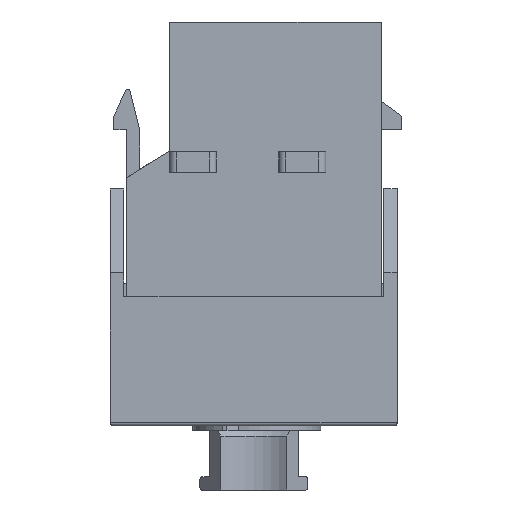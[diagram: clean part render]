
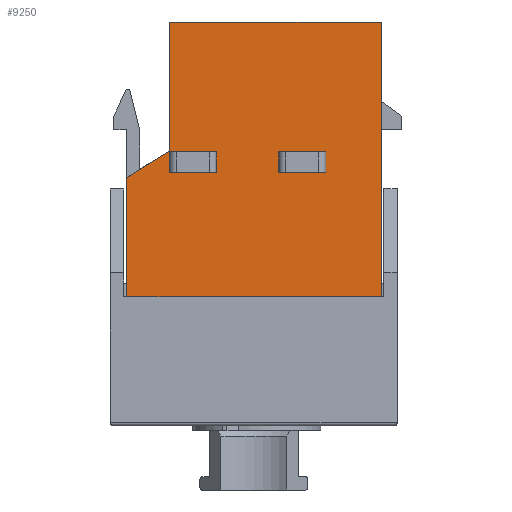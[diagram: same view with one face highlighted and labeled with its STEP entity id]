
A CAD part, left-side view. The second image highlights one B-rep face of the part: STEP entity #9250.
In plain terms, the highlighted face is planar.
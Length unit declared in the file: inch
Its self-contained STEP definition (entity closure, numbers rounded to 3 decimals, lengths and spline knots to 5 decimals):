
#121 = VERTEX_POINT ( 'NONE', #993 ) ;
#256 = CARTESIAN_POINT ( 'NONE',  ( 0.285, -0.01, 0.385 ) ) ;
#349 = VECTOR ( 'NONE', #5201, 39.37008 ) ;
#807 = VERTEX_POINT ( 'NONE', #11036 ) ;
#911 = ORIENTED_EDGE ( 'NONE', *, *, #5291, .T. ) ;
#953 = LINE ( 'NONE', #15047, #1392 ) ;
#993 = CARTESIAN_POINT ( 'NONE',  ( 0.285, 0.314, 0. ) ) ;
#1162 = ORIENTED_EDGE ( 'NONE', *, *, #2692, .T. ) ;
#1164 = DIRECTION ( 'NONE',  ( 0., -1., 0. ) ) ;
#1228 = LINE ( 'NONE', #12111, #349 ) ;
#1392 = VECTOR ( 'NONE', #16452, 39.37008 ) ;
#1650 = DIRECTION ( 'NONE',  ( 0., 1., 0. ) ) ;
#1987 = CARTESIAN_POINT ( 'NONE',  ( 0.285, -0.01, 0.385 ) ) ;
#2669 = VECTOR ( 'NONE', #5103, 39.37008 ) ;
#2687 = DIRECTION ( 'NONE',  ( 0., 0., -1. ) ) ;
#2692 = EDGE_CURVE ( 'NONE', #10528, #6376, #15603, .T. ) ;
#2813 = LINE ( 'NONE', #9643, #13428 ) ;
#2979 = EDGE_LOOP ( 'NONE', ( #6265, #4927, #6027, #1162, #3005, #911 ) ) ;
#3005 = ORIENTED_EDGE ( 'NONE', *, *, #3496, .F. ) ;
#3354 = DIRECTION ( 'NONE',  ( 0., 0., 1. ) ) ;
#3388 = CARTESIAN_POINT ( 'NONE',  ( 0.285, 0.442, 0.868 ) ) ;
#3456 = VECTOR ( 'NONE', #8005, 39.37008 ) ;
#3496 = EDGE_CURVE ( 'NONE', #3717, #6376, #12923, .T. ) ;
#3568 = CARTESIAN_POINT ( 'NONE',  ( 0.285, 0.314, 0. ) ) ;
#3590 = VERTEX_POINT ( 'NONE', #14614 ) ;
#3717 = VERTEX_POINT ( 'NONE', #10677 ) ;
#4009 = ORIENTED_EDGE ( 'NONE', *, *, #6509, .F. ) ;
#4084 = EDGE_LOOP ( 'NONE', ( #5723, #17442, #9863, #7519 ) ) ;
#4156 = LINE ( 'NONE', #256, #11093 ) ;
#4321 = CARTESIAN_POINT ( 'NONE',  ( 0.285, -0.01, 0.445 ) ) ;
#4927 = ORIENTED_EDGE ( 'NONE', *, *, #11883, .F. ) ;
#5053 = CARTESIAN_POINT ( 'NONE',  ( 0.285, 0.442, 0.722 ) ) ;
#5103 = DIRECTION ( 'NONE',  ( 0., 1., 0. ) ) ;
#5151 = EDGE_CURVE ( 'NONE', #12822, #121, #10067, .T. ) ;
#5201 = DIRECTION ( 'NONE',  ( 0., 0., 1. ) ) ;
#5291 = EDGE_CURVE ( 'NONE', #3717, #12822, #953, .T. ) ;
#5723 = ORIENTED_EDGE ( 'NONE', *, *, #6084, .F. ) ;
#6027 = ORIENTED_EDGE ( 'NONE', *, *, #12716, .T. ) ;
#6084 = EDGE_CURVE ( 'NONE', #6498, #14854, #4156, .T. ) ;
#6265 = ORIENTED_EDGE ( 'NONE', *, *, #5151, .T. ) ;
#6376 = VERTEX_POINT ( 'NONE', #13483 ) ;
#6387 = DIRECTION ( 'NONE',  ( 0., -1., 0. ) ) ;
#6445 = CARTESIAN_POINT ( 'NONE',  ( 0.285, 0.314, 0.385 ) ) ;
#6460 = VECTOR ( 'NONE', #15424, 39.37008 ) ;
#6498 = VERTEX_POINT ( 'NONE', #16546 ) ;
#6509 = EDGE_CURVE ( 'NONE', #16012, #14981, #9987, .T. ) ;
#6560 = CARTESIAN_POINT ( 'NONE',  ( 0.285, -0.01, 0.385 ) ) ;
#6575 = PLANE ( 'NONE',  #13026 ) ;
#6852 = CARTESIAN_POINT ( 'NONE',  ( 0.285, 0.175, 0.385 ) ) ;
#7111 = ORIENTED_EDGE ( 'NONE', *, *, #10137, .F. ) ;
#7465 = VERTEX_POINT ( 'NONE', #15598 ) ;
#7519 = ORIENTED_EDGE ( 'NONE', *, *, #14133, .F. ) ;
#7778 = CARTESIAN_POINT ( 'NONE',  ( 0.285, -0.01, 0.445 ) ) ;
#8005 = DIRECTION ( 'NONE',  ( 0., 1., 0. ) ) ;
#9250 = ADVANCED_FACE ( 'NONE', ( #13710, #16968, #9626 ), #6575, .F. ) ;
#9282 = ORIENTED_EDGE ( 'NONE', *, *, #11780, .F. ) ;
#9329 = DIRECTION ( 'NONE',  ( 0., 0.848, 0.53 ) ) ;
#9466 = DIRECTION ( 'NONE',  ( -1., 0., 0. ) ) ;
#9626 = FACE_BOUND ( 'NONE', #4084, .T. ) ;
#9643 = CARTESIAN_POINT ( 'NONE',  ( 0.285, 0.314, 0.382 ) ) ;
#9737 = EDGE_CURVE ( 'NONE', #3590, #6498, #10550, .T. ) ;
#9863 = ORIENTED_EDGE ( 'NONE', *, *, #12403, .F. ) ;
#9963 = LINE ( 'NONE', #1987, #13186 ) ;
#9987 = LINE ( 'NONE', #14708, #13650 ) ;
#10067 = LINE ( 'NONE', #3568, #2669 ) ;
#10137 = EDGE_CURVE ( 'NONE', #807, #16012, #1228, .T. ) ;
#10351 = LINE ( 'NONE', #16217, #17289 ) ;
#10510 = VERTEX_POINT ( 'NONE', #14198 ) ;
#10528 = VERTEX_POINT ( 'NONE', #13101 ) ;
#10550 = LINE ( 'NONE', #15003, #17975 ) ;
#10677 = CARTESIAN_POINT ( 'NONE',  ( 0.285, -0.314, 0.868 ) ) ;
#10936 = CARTESIAN_POINT ( 'NONE',  ( 0.285, -0.314, 0. ) ) ;
#11036 = CARTESIAN_POINT ( 'NONE',  ( 0.285, 0.314, 0.385 ) ) ;
#11051 = VECTOR ( 'NONE', #16562, 39.37008 ) ;
#11093 = VECTOR ( 'NONE', #1650, 39.37008 ) ;
#11473 = VECTOR ( 'NONE', #16153, 39.37008 ) ;
#11780 = EDGE_CURVE ( 'NONE', #7465, #807, #14524, .T. ) ;
#11883 = EDGE_CURVE ( 'NONE', #10510, #121, #2813, .T. ) ;
#12111 = CARTESIAN_POINT ( 'NONE',  ( 0.285, 0.314, 0.385 ) ) ;
#12403 = EDGE_CURVE ( 'NONE', #15397, #3590, #12965, .T. ) ;
#12460 = DIRECTION ( 'NONE',  ( 0., 0., -1. ) ) ;
#12716 = EDGE_CURVE ( 'NONE', #10510, #10528, #10351, .T. ) ;
#12822 = VERTEX_POINT ( 'NONE', #10936 ) ;
#12923 = LINE ( 'NONE', #3388, #16194 ) ;
#12965 = LINE ( 'NONE', #4321, #6460 ) ;
#13026 = AXIS2_PLACEMENT_3D ( 'NONE', #17759, #9466, #1164 ) ;
#13101 = CARTESIAN_POINT ( 'NONE',  ( 0.285, 0.442, 0.462 ) ) ;
#13186 = VECTOR ( 'NONE', #3354, 39.37008 ) ;
#13330 = ORIENTED_EDGE ( 'NONE', *, *, #13504, .F. ) ;
#13428 = VECTOR ( 'NONE', #2687, 39.37008 ) ;
#13483 = CARTESIAN_POINT ( 'NONE',  ( 0.285, 0.442, 0.868 ) ) ;
#13504 = EDGE_CURVE ( 'NONE', #14981, #7465, #17545, .T. ) ;
#13650 = VECTOR ( 'NONE', #6387, 39.37008 ) ;
#13710 = FACE_BOUND ( 'NONE', #15284, .T. ) ;
#13775 = CARTESIAN_POINT ( 'NONE',  ( 0.285, 0.175, 0.445 ) ) ;
#14133 = EDGE_CURVE ( 'NONE', #14854, #15397, #9963, .T. ) ;
#14198 = CARTESIAN_POINT ( 'NONE',  ( 0.285, 0.314, 0.382 ) ) ;
#14524 = LINE ( 'NONE', #6445, #3456 ) ;
#14614 = CARTESIAN_POINT ( 'NONE',  ( 0.285, -0.149, 0.445 ) ) ;
#14708 = CARTESIAN_POINT ( 'NONE',  ( 0.285, 0.314, 0.445 ) ) ;
#14854 = VERTEX_POINT ( 'NONE', #6560 ) ;
#14897 = CARTESIAN_POINT ( 'NONE',  ( 0.285, 0.314, 0.445 ) ) ;
#14981 = VERTEX_POINT ( 'NONE', #13775 ) ;
#15003 = CARTESIAN_POINT ( 'NONE',  ( 0.285, -0.149, 0.385 ) ) ;
#15047 = CARTESIAN_POINT ( 'NONE',  ( 0.285, -0.314, 0.382 ) ) ;
#15284 = EDGE_LOOP ( 'NONE', ( #9282, #13330, #4009, #7111 ) ) ;
#15397 = VERTEX_POINT ( 'NONE', #7778 ) ;
#15424 = DIRECTION ( 'NONE',  ( 0., -1., 0. ) ) ;
#15598 = CARTESIAN_POINT ( 'NONE',  ( 0.285, 0.175, 0.385 ) ) ;
#15603 = LINE ( 'NONE', #5053, #11473 ) ;
#16012 = VERTEX_POINT ( 'NONE', #14897 ) ;
#16153 = DIRECTION ( 'NONE',  ( 0., 0., 1. ) ) ;
#16194 = VECTOR ( 'NONE', #17230, 39.37008 ) ;
#16217 = CARTESIAN_POINT ( 'NONE',  ( 0.285, 0.314, 0.382 ) ) ;
#16452 = DIRECTION ( 'NONE',  ( 0., 0., -1. ) ) ;
#16546 = CARTESIAN_POINT ( 'NONE',  ( 0.285, -0.149, 0.385 ) ) ;
#16562 = DIRECTION ( 'NONE',  ( 0., 0., -1. ) ) ;
#16968 = FACE_OUTER_BOUND ( 'NONE', #2979, .T. ) ;
#17230 = DIRECTION ( 'NONE',  ( 0., 1., 0. ) ) ;
#17289 = VECTOR ( 'NONE', #9329, 39.37008 ) ;
#17442 = ORIENTED_EDGE ( 'NONE', *, *, #9737, .F. ) ;
#17545 = LINE ( 'NONE', #6852, #11051 ) ;
#17759 = CARTESIAN_POINT ( 'NONE',  ( 0.285, 0.314, 0.382 ) ) ;
#17975 = VECTOR ( 'NONE', #12460, 39.37008 ) ;
